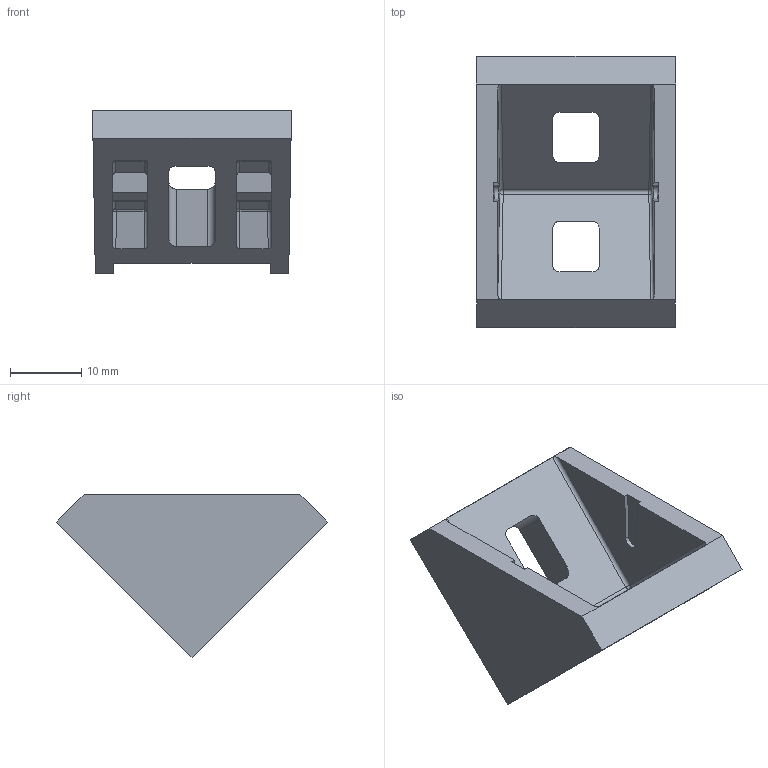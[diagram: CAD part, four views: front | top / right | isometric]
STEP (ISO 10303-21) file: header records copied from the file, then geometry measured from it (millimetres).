
FILE_DESCRIPTION(/* description */ ('STEP AP203'),/* implementation_level */ '2;1');
FILE_NAME(/* name */ 'DSQAL0000006.stp',/* time_stamp */ '2025-02-10T09:49:45+01:00',/* author */ ('tecnico5'),/* organization */ (''),/* preprocessor_version */ 'ST-DEVELOPER v20',/* originating_system */ 'Autodesk Inventor 2022',/* authorisation */ '');
FILE_SCHEMA (('AUTOMOTIVE_DESIGN { 1 0 10303 214 3 1 1 }'));
Length unit declared in the file: millimetre
Products named in the file (1): 2504.300.300
Bounding box: 28 x 38.18 x 23 mm (x, y, z)
Volume: 7013.9 mm3; surface area: 4819.3 mm2
Topology: 1 solids, 1 shells, 137 faces, 352 edges, 222 vertices
Faces by surface type: plane 64, cylinder 55, bspline 16, sphere 2
Entity records: 4311 total; most frequent: CARTESIAN_POINT 984, ORIENTED_EDGE 704, DIRECTION 658, EDGE_CURVE 352, LINE 226, VECTOR 226, VERTEX_POINT 222, AXIS2_PLACEMENT_3D 216
